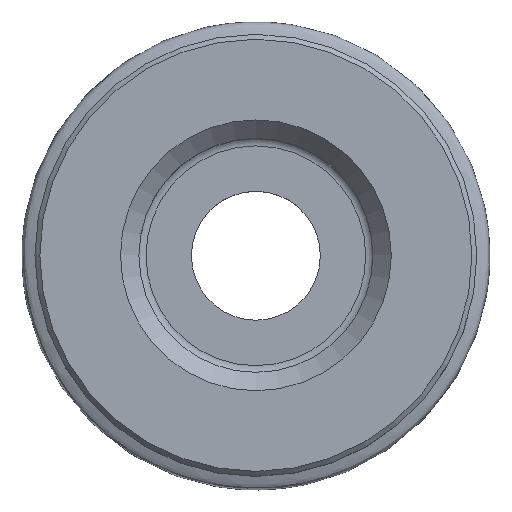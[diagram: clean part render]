
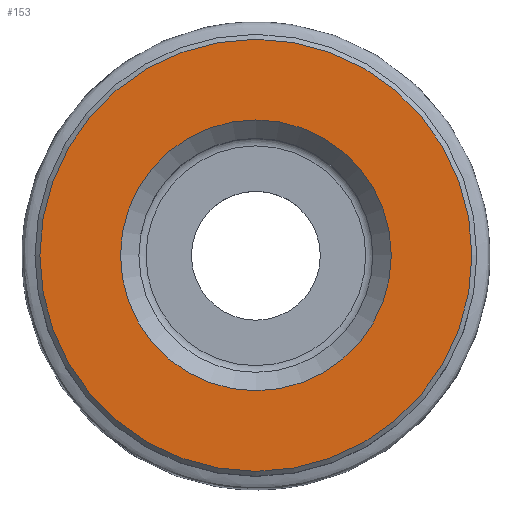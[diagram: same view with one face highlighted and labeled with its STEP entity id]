
A CAD part, top view. The second image highlights one B-rep face of the part: STEP entity #153.
In plain terms, the highlighted planar face has unit normal (0, 0, 1).
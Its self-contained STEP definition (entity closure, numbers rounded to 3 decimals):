
#118=PLANE('',#655);
#153=ADVANCED_FACE('CU_BACK_F001',(#220,#221),#118,.F.);
#220=FACE_BOUND('',#293,.T.);
#221=FACE_BOUND('',#294,.T.);
#293=EDGE_LOOP('',(#365));
#294=EDGE_LOOP('',(#366));
#365=ORIENTED_EDGE('',*,*,#451,.T.);
#366=ORIENTED_EDGE('',*,*,#454,.T.);
#414=VERTEX_POINT('',#965);
#417=VERTEX_POINT('',#973);
#451=EDGE_CURVE('',#414,#414,#487,.T.);
#454=EDGE_CURVE('',#417,#417,#490,.T.);
#487=CIRCLE('',#649,17.6);
#490=CIRCLE('',#654,11.03);
#649=AXIS2_PLACEMENT_3D('',#964,#787,#788);
#654=AXIS2_PLACEMENT_3D('',#972,#797,#798);
#655=AXIS2_PLACEMENT_3D('',#974,#799,#800);
#787=DIRECTION('',(0.,0.,1.));
#788=DIRECTION('',(-1.,0.,0.));
#797=DIRECTION('',(0.,0.,-1.));
#798=DIRECTION('',(1.,0.,0.));
#799=DIRECTION('',(0.,0.,-1.));
#800=DIRECTION('',(-1.,0.,0.));
#964=CARTESIAN_POINT('',(0.,0.,0.));
#965=CARTESIAN_POINT('',(-17.6,0.,0.));
#972=CARTESIAN_POINT('',(0.,0.,0.));
#973=CARTESIAN_POINT('',(11.03,0.,0.));
#974=CARTESIAN_POINT('',(-19.,0.,0.));
